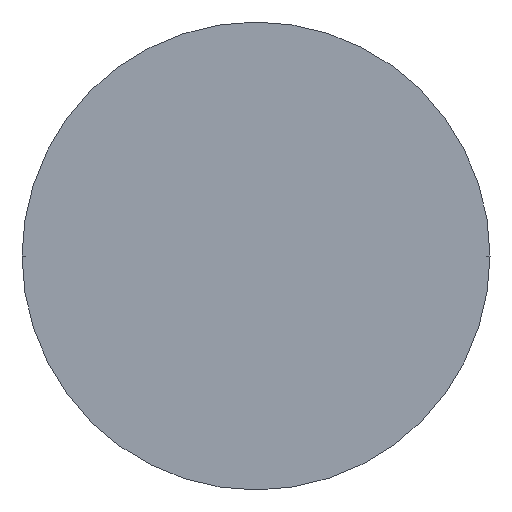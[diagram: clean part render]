
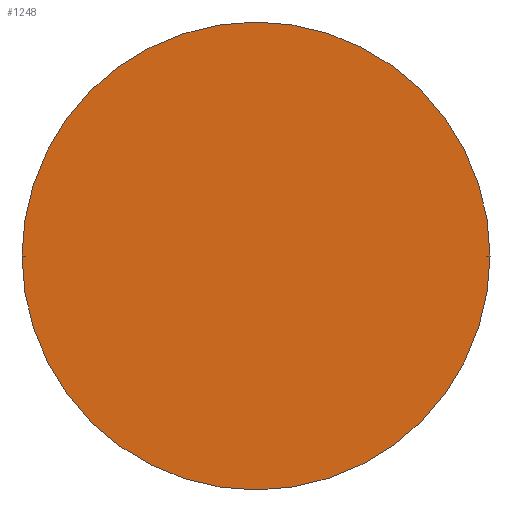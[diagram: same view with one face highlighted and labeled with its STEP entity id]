
A CAD part, top view. The second image highlights one B-rep face of the part: STEP entity #1248.
In plain terms, the highlighted free-form (B-spline) face has degree [1, 1] with [2, 2] control points.
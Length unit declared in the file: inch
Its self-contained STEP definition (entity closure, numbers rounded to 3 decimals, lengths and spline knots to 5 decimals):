
#21 = CARTESIAN_POINT ( 'NONE',  ( -0.02313, -0.03961, 0.31496 ) ) ;
#159 = CARTESIAN_POINT ( 'NONE',  ( -0.04437, 0., 0.31496 ) ) ;
#186 = CARTESIAN_POINT ( 'NONE',  ( 0.03961, -0.02313, 0.31496 ) ) ;
#257 = FACE_OUTER_BOUND ( 'NONE', #1300, .T. ) ;
#333 = CARTESIAN_POINT ( 'NONE',  ( -0.03961, 0.02313, 0.31496 ) ) ;
#394 = ORIENTED_EDGE ( 'NONE', *, *, #1538, .T. ) ;
#452 = CARTESIAN_POINT ( 'NONE',  ( -0.04437, 0.01165, 0.31496 ) ) ;
#461 = CARTESIAN_POINT ( 'NONE',  ( 0.01165, -0.04437, 0.31496 ) ) ;
#475 = B_SPLINE_CURVE_WITH_KNOTS ( 'NONE', 3,
 ( #159, #745, #1340, #21, #1138, #461, #1382, #186, #626, #489 ),
 .UNSPECIFIED., .F., .F.,
 ( 4, 2, 2, 2, 4 ),
 ( 3.14159, 3.92699, 4.71239, 5.49779, 6.28319 ),
 .UNSPECIFIED. ) ;
#489 = CARTESIAN_POINT ( 'NONE',  ( 0.04437, 0., 0.31496 ) ) ;
#626 = CARTESIAN_POINT ( 'NONE',  ( 0.04437, -0.01165, 0.31496 ) ) ;
#693 = CARTESIAN_POINT ( 'NONE',  ( 0.0449, -0.0449, 0.31496 ) ) ;
#705 = CARTESIAN_POINT ( 'NONE',  ( -0.0449, 0.0449, 0.31496 ) ) ;
#745 = CARTESIAN_POINT ( 'NONE',  ( -0.04437, -0.01165, 0.31496 ) ) ;
#789 = ORIENTED_EDGE ( 'NONE', *, *, #1616, .T. ) ;
#854 = CARTESIAN_POINT ( 'NONE',  ( 0.0449, 0.0449, 0.31496 ) ) ;
#856 = VERTEX_POINT ( 'NONE', #1184 ) ;
#925 = CARTESIAN_POINT ( 'NONE',  ( 0.02313, 0.03961, 0.31496 ) ) ;
#953 = B_SPLINE_CURVE_WITH_KNOTS ( 'NONE', 3,
 ( #1216, #1072, #1064, #925, #1647, #1495, #1372, #333, #452, #1637 ),
 .UNSPECIFIED., .F., .F.,
 ( 4, 2, 2, 2, 4 ),
 ( 0., 0.7854, 1.5708, 2.35619, 3.14159 ),
 .UNSPECIFIED. ) ;
#994 = CARTESIAN_POINT ( 'NONE',  ( -0.04437, 0., 0.31496 ) ) ;
#1064 = CARTESIAN_POINT ( 'NONE',  ( 0.03961, 0.02313, 0.31496 ) ) ;
#1072 = CARTESIAN_POINT ( 'NONE',  ( 0.04437, 0.01165, 0.31496 ) ) ;
#1120 = VERTEX_POINT ( 'NONE', #994 ) ;
#1138 = CARTESIAN_POINT ( 'NONE',  ( -0.01165, -0.04437, 0.31496 ) ) ;
#1184 = CARTESIAN_POINT ( 'NONE',  ( 0.04437, 0., 0.31496 ) ) ;
#1216 = CARTESIAN_POINT ( 'NONE',  ( 0.04437, 0., 0.31496 ) ) ;
#1248 = ADVANCED_FACE ( 'NONE', ( #257 ), #1772, .T. ) ;
#1300 = EDGE_LOOP ( 'NONE', ( #789, #394 ) ) ;
#1340 = CARTESIAN_POINT ( 'NONE',  ( -0.03961, -0.02313, 0.31496 ) ) ;
#1372 = CARTESIAN_POINT ( 'NONE',  ( -0.02313, 0.03961, 0.31496 ) ) ;
#1382 = CARTESIAN_POINT ( 'NONE',  ( 0.02313, -0.03961, 0.31496 ) ) ;
#1437 = CARTESIAN_POINT ( 'NONE',  ( -0.0449, -0.0449, 0.31496 ) ) ;
#1495 = CARTESIAN_POINT ( 'NONE',  ( -0.01165, 0.04437, 0.31496 ) ) ;
#1538 = EDGE_CURVE ( 'NONE', #1120, #856, #475, .T. ) ;
#1616 = EDGE_CURVE ( 'NONE', #856, #1120, #953, .T. ) ;
#1637 = CARTESIAN_POINT ( 'NONE',  ( -0.04437, 0., 0.31496 ) ) ;
#1647 = CARTESIAN_POINT ( 'NONE',  ( 0.01165, 0.04437, 0.31496 ) ) ;
#1772 = B_SPLINE_SURFACE_WITH_KNOTS ( 'NONE', 1, 1, ( 
 ( #1437, #705 ),
 ( #693, #854 ) ),
 .UNSPECIFIED., .F., .F., .F.,
 ( 2, 2 ),
 ( 2, 2 ),
 ( 0., 1. ),
 ( 0., 1. ),
 .UNSPECIFIED. ) ;
